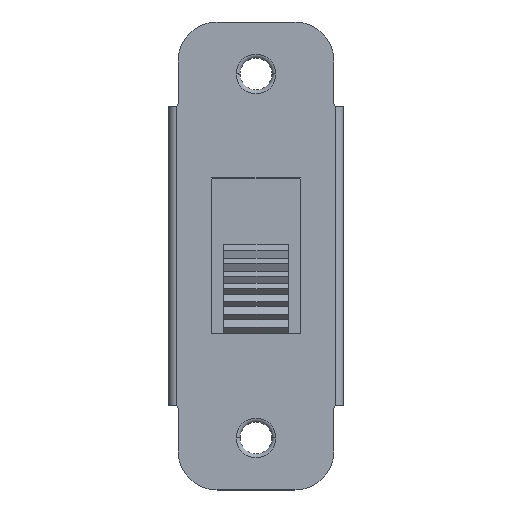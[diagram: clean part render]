
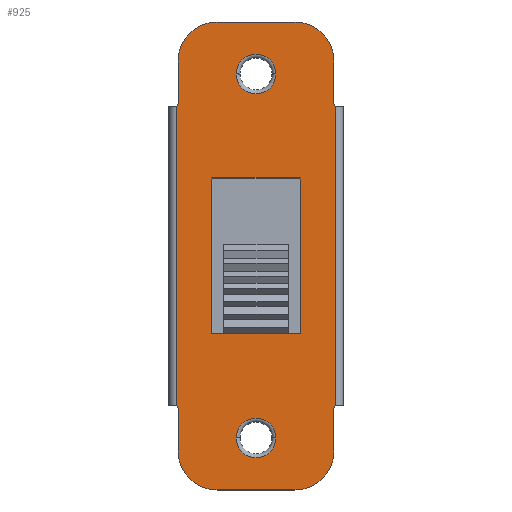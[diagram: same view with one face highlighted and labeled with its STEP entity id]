
A CAD part, top view. The second image highlights one B-rep face of the part: STEP entity #925.
In plain terms, the highlighted planar face has unit normal (0, 0, 1).
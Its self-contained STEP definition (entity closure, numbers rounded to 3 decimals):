
#925=ADVANCED_FACE('',(#1943,#1944,#1945,#1946),#1947,.T.);
#1943=FACE_OUTER_BOUND('',#3483,.T.);
#1944=FACE_BOUND('',#3484,.T.);
#1945=FACE_BOUND('',#3485,.T.);
#1946=FACE_BOUND('',#3486,.T.);
#1947=PLANE('',#3487);
#3483=EDGE_LOOP('',(#6154,#6155,#6156,#6157,#6158,#6159,#6160,#6161,#6162,#6163,#6164,#6165,#6166,#6167,#6168,#6169));
#3484=EDGE_LOOP('',(#6170,#6171));
#3485=EDGE_LOOP('',(#6172,#6173));
#3486=EDGE_LOOP('',(#6174,#6175,#6176,#6177));
#3487=AXIS2_PLACEMENT_3D('',#6178,#6179,#6180);
#6154=ORIENTED_EDGE('',*,*,#8919,.T.);
#6155=ORIENTED_EDGE('',*,*,#8603,.T.);
#6156=ORIENTED_EDGE('',*,*,#8920,.F.);
#6157=ORIENTED_EDGE('',*,*,#8221,.T.);
#6158=ORIENTED_EDGE('',*,*,#8921,.F.);
#6159=ORIENTED_EDGE('',*,*,#8922,.T.);
#6160=ORIENTED_EDGE('',*,*,#8734,.T.);
#6161=ORIENTED_EDGE('',*,*,#8238,.T.);
#6162=ORIENTED_EDGE('',*,*,#8685,.T.);
#6163=ORIENTED_EDGE('',*,*,#8879,.T.);
#6164=ORIENTED_EDGE('',*,*,#8923,.F.);
#6165=ORIENTED_EDGE('',*,*,#8516,.T.);
#6166=ORIENTED_EDGE('',*,*,#8463,.T.);
#6167=ORIENTED_EDGE('',*,*,#8924,.T.);
#6168=ORIENTED_EDGE('',*,*,#8584,.T.);
#6169=ORIENTED_EDGE('',*,*,#8370,.T.);
#6170=ORIENTED_EDGE('',*,*,#8925,.T.);
#6171=ORIENTED_EDGE('',*,*,#8350,.T.);
#6172=ORIENTED_EDGE('',*,*,#8926,.T.);
#6173=ORIENTED_EDGE('',*,*,#8927,.T.);
#6174=ORIENTED_EDGE('',*,*,#8928,.F.);
#6175=ORIENTED_EDGE('',*,*,#8929,.F.);
#6176=ORIENTED_EDGE('',*,*,#8930,.F.);
#6177=ORIENTED_EDGE('',*,*,#8931,.F.);
#6178=CARTESIAN_POINT('',(6.7,-18.0,7.5));
#6179=DIRECTION('',(0.,0.,1.0));
#6180=DIRECTION('',(1.0,0.,0.));
#8221=EDGE_CURVE('',#9529,#9527,#9530,.T.);
#8238=EDGE_CURVE('',#9560,#9558,#9561,.F.);
#8350=EDGE_CURVE('',#9764,#9761,#9765,.F.);
#8370=EDGE_CURVE('',#9791,#9799,#9801,.F.);
#8463=EDGE_CURVE('',#9956,#9961,#9963,.T.);
#8516=EDGE_CURVE('',#10054,#9956,#10055,.T.);
#8584=EDGE_CURVE('',#10166,#9791,#10167,.T.);
#8603=EDGE_CURVE('',#10194,#10195,#10196,.F.);
#8685=EDGE_CURVE('',#9558,#10327,#10328,.F.);
#8734=EDGE_CURVE('',#10407,#9560,#10408,.T.);
#8879=EDGE_CURVE('',#10327,#10622,#10624,.F.);
#8919=EDGE_CURVE('',#9799,#10194,#10676,.T.);
#8920=EDGE_CURVE('',#9529,#10195,#10677,.T.);
#8921=EDGE_CURVE('',#10678,#9527,#10679,.T.);
#8922=EDGE_CURVE('',#10678,#10407,#10680,.T.);
#8923=EDGE_CURVE('',#10054,#10622,#10681,.T.);
#8924=EDGE_CURVE('',#9961,#10166,#10682,.T.);
#8925=EDGE_CURVE('',#9761,#9764,#10683,.F.);
#8926=EDGE_CURVE('',#10684,#10685,#10686,.F.);
#8927=EDGE_CURVE('',#10685,#10684,#10687,.F.);
#8928=EDGE_CURVE('',#10688,#10689,#10690,.T.);
#8929=EDGE_CURVE('',#10691,#10688,#10692,.T.);
#8930=EDGE_CURVE('',#10693,#10691,#10694,.T.);
#8931=EDGE_CURVE('',#10689,#10693,#10695,.T.);
#9527=VERTEX_POINT('',#11448);
#9529=VERTEX_POINT('',#11451);
#9530=CIRCLE('',#11452,3.0);
#9558=VERTEX_POINT('',#11503);
#9560=VERTEX_POINT('',#11508);
#9561=CIRCLE('',#11509,0.2);
#9761=VERTEX_POINT('',#11807);
#9764=VERTEX_POINT('',#11810);
#9765=CIRCLE('',#11811,1.53);
#9791=VERTEX_POINT('',#11843);
#9799=VERTEX_POINT('',#11868);
#9801=CIRCLE('',#11873,0.2);
#9956=VERTEX_POINT('',#12095);
#9961=VERTEX_POINT('',#12102);
#9963=LINE('',#12105,#12106);
#10054=VERTEX_POINT('',#12233);
#10055=CIRCLE('',#12234,3.0);
#10166=VERTEX_POINT('',#12395);
#10167=LINE('',#12396,#12397);
#10194=VERTEX_POINT('',#12431);
#10195=VERTEX_POINT('',#12432);
#10196=CIRCLE('',#12433,0.2);
#10327=VERTEX_POINT('',#12713);
#10328=LINE('',#12714,#12715);
#10407=VERTEX_POINT('',#12838);
#10408=LINE('',#12839,#12840);
#10622=VERTEX_POINT('',#13162);
#10624=CIRCLE('',#13165,0.2);
#10676=LINE('',#13244,#13245);
#10677=LINE('',#13246,#13247);
#10678=VERTEX_POINT('',#13248);
#10679=LINE('',#13249,#13250);
#10680=CIRCLE('',#13251,3.0);
#10681=LINE('',#13252,#13253);
#10682=CIRCLE('',#13254,3.0);
#10683=CIRCLE('',#13255,1.53);
#10684=VERTEX_POINT('',#13256);
#10685=VERTEX_POINT('',#13257);
#10686=CIRCLE('',#13258,1.53);
#10687=CIRCLE('',#13259,1.53);
#10688=VERTEX_POINT('',#13260);
#10689=VERTEX_POINT('',#13261);
#10690=LINE('',#13262,#13263);
#10691=VERTEX_POINT('',#13264);
#10692=LINE('',#13265,#13266);
#10693=VERTEX_POINT('',#13267);
#10694=LINE('',#13268,#13269);
#10695=LINE('',#13270,#13271);
#11448=CARTESIAN_POINT('',(3.0,18.0,7.5));
#11451=CARTESIAN_POINT('',(6.0,15.0,7.5));
#11452=AXIS2_PLACEMENT_3D('',#14391,#14392,#14393);
#11503=CARTESIAN_POINT('',(-6.1,11.527,7.5));
#11508=CARTESIAN_POINT('',(-6.0,11.7,7.5));
#11509=AXIS2_PLACEMENT_3D('',#14411,#14412,#14413);
#11807=CARTESIAN_POINT('',(1.53,-14.0,7.5));
#11810=CARTESIAN_POINT('',(-1.53,-14.0,7.5));
#11811=AXIS2_PLACEMENT_3D('',#14533,#14534,#14535);
#11843=CARTESIAN_POINT('',(6.0,-11.7,7.5));
#11868=CARTESIAN_POINT('',(6.1,-11.527,7.5));
#11873=AXIS2_PLACEMENT_3D('',#14562,#14563,#14564);
#12095=CARTESIAN_POINT('',(-3.0,-18.0,7.5));
#12102=CARTESIAN_POINT('',(3.0,-18.0,7.5));
#12105=CARTESIAN_POINT('',(6.7,-18.0,7.5));
#12106=VECTOR('',#14653,1000.0);
#12233=CARTESIAN_POINT('',(-6.0,-15.0,7.5));
#12234=AXIS2_PLACEMENT_3D('',#14705,#14706,#14707);
#12395=CARTESIAN_POINT('',(6.0,-15.0,7.5));
#12396=CARTESIAN_POINT('',(6.0,-18.0,7.5));
#12397=VECTOR('',#14794,1000.0);
#12431=CARTESIAN_POINT('',(6.1,11.527,7.5));
#12432=CARTESIAN_POINT('',(6.0,11.7,7.5));
#12433=AXIS2_PLACEMENT_3D('',#14820,#14821,#14822);
#12713=CARTESIAN_POINT('',(-6.1,-11.527,7.5));
#12714=CARTESIAN_POINT('',(-6.1,-18.0,7.5));
#12715=VECTOR('',#14886,1000.0);
#12838=CARTESIAN_POINT('',(-6.0,15.0,7.5));
#12839=CARTESIAN_POINT('',(-6.0,18.0,7.5));
#12840=VECTOR('',#14943,1000.0);
#13162=CARTESIAN_POINT('',(-6.0,-11.7,7.5));
#13165=AXIS2_PLACEMENT_3D('',#15095,#15096,#15097);
#13244=CARTESIAN_POINT('',(6.1,-18.0,7.5));
#13245=VECTOR('',#15131,1000.0);
#13246=CARTESIAN_POINT('',(6.0,18.0,7.5));
#13247=VECTOR('',#15132,1000.0);
#13248=CARTESIAN_POINT('',(-3.0,18.0,7.5));
#13249=CARTESIAN_POINT('',(6.7,18.0,7.5));
#13250=VECTOR('',#15133,1000.0);
#13251=AXIS2_PLACEMENT_3D('',#15134,#15135,#15136);
#13252=CARTESIAN_POINT('',(-6.0,-18.0,7.5));
#13253=VECTOR('',#15137,1000.0);
#13254=AXIS2_PLACEMENT_3D('',#15138,#15139,#15140);
#13255=AXIS2_PLACEMENT_3D('',#15141,#15142,#15143);
#13256=CARTESIAN_POINT('',(1.53,14.0,7.5));
#13257=CARTESIAN_POINT('',(-1.53,14.0,7.5));
#13258=AXIS2_PLACEMENT_3D('',#15144,#15145,#15146);
#13259=AXIS2_PLACEMENT_3D('',#15147,#15148,#15149);
#13260=CARTESIAN_POINT('',(3.4,6.0,7.5));
#13261=CARTESIAN_POINT('',(-3.4,6.0,7.5));
#13262=CARTESIAN_POINT('',(3.4,6.0,7.5));
#13263=VECTOR('',#15150,1000.0);
#13264=CARTESIAN_POINT('',(3.4,-6.0,7.5));
#13265=CARTESIAN_POINT('',(3.4,-6.0,7.5));
#13266=VECTOR('',#15151,1000.0);
#13267=CARTESIAN_POINT('',(-3.4,-6.0,7.5));
#13268=CARTESIAN_POINT('',(-3.4,-6.0,7.5));
#13269=VECTOR('',#15152,1000.0);
#13270=CARTESIAN_POINT('',(-3.4,6.0,7.5));
#13271=VECTOR('',#15153,1000.0);
#14391=CARTESIAN_POINT('',(3.0,15.0,7.5));
#14392=DIRECTION('',(0.,0.0,1.0));
#14393=DIRECTION('',(1.0,0.0,0.));
#14411=CARTESIAN_POINT('',(-6.2,11.7,7.5));
#14412=DIRECTION('',(0.,0.0,1.0));
#14413=DIRECTION('',(1.0,0.0,0.));
#14533=CARTESIAN_POINT('',(0.,-14.0,7.5));
#14534=DIRECTION('',(0.,0.0,1.0));
#14535=DIRECTION('',(1.0,0.0,0.));
#14562=CARTESIAN_POINT('',(6.2,-11.7,7.5));
#14563=DIRECTION('',(0.,0.0,1.0));
#14564=DIRECTION('',(1.0,0.0,0.));
#14653=DIRECTION('',(1.0,0.0,0.));
#14705=CARTESIAN_POINT('',(-3.0,-15.0,7.5));
#14706=DIRECTION('',(0.,0.0,1.0));
#14707=DIRECTION('',(1.0,0.0,0.));
#14794=DIRECTION('',(0.0,1.0,0.0));
#14820=CARTESIAN_POINT('',(6.2,11.7,7.5));
#14821=DIRECTION('',(0.,0.0,1.0));
#14822=DIRECTION('',(1.0,0.0,0.));
#14886=DIRECTION('',(0.0,1.0,0.0));
#14943=DIRECTION('',(0.,-1.0,0.));
#15095=CARTESIAN_POINT('',(-6.2,-11.7,7.5));
#15096=DIRECTION('',(0.,0.0,1.0));
#15097=DIRECTION('',(1.0,0.0,0.));
#15131=DIRECTION('',(0.0,1.0,0.0));
#15132=DIRECTION('',(0.0,-1.0,0.0));
#15133=DIRECTION('',(1.0,0.0,0.));
#15134=CARTESIAN_POINT('',(-3.0,15.0,7.5));
#15135=DIRECTION('',(0.,0.0,1.0));
#15136=DIRECTION('',(1.0,0.0,0.));
#15137=DIRECTION('',(0.,1.0,0.));
#15138=CARTESIAN_POINT('',(3.0,-15.0,7.5));
#15139=DIRECTION('',(0.,0.0,1.0));
#15140=DIRECTION('',(1.0,0.0,0.));
#15141=CARTESIAN_POINT('',(0.,-14.0,7.5));
#15142=DIRECTION('',(0.,0.0,1.0));
#15143=DIRECTION('',(1.0,0.0,0.));
#15144=CARTESIAN_POINT('',(0.,14.0,7.5));
#15145=DIRECTION('',(0.,0.0,1.0));
#15146=DIRECTION('',(1.0,0.0,0.));
#15147=CARTESIAN_POINT('',(0.,14.0,7.5));
#15148=DIRECTION('',(0.,0.0,1.0));
#15149=DIRECTION('',(1.0,0.0,0.));
#15150=DIRECTION('',(-1.0,0.0,0.));
#15151=DIRECTION('',(0.0,1.0,0.0));
#15152=DIRECTION('',(1.0,0.0,0.));
#15153=DIRECTION('',(0.0,-1.0,0.0));
